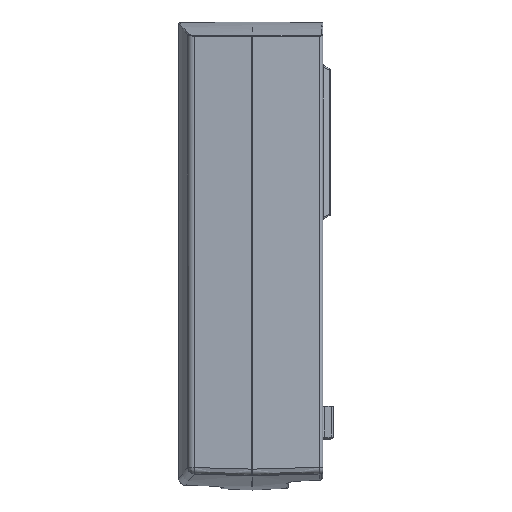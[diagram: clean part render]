
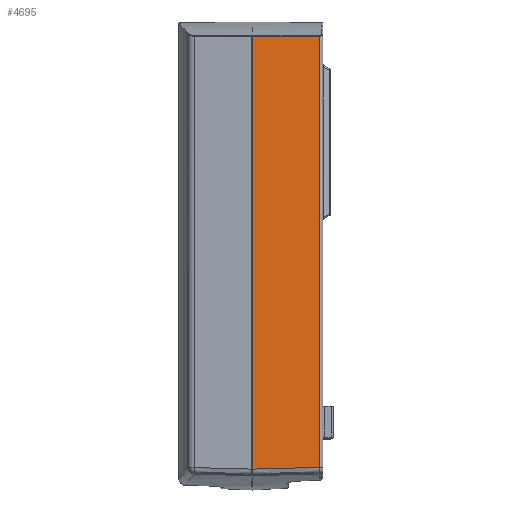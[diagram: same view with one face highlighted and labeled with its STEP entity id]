
A CAD part, left-side view. The second image highlights one B-rep face of the part: STEP entity #4695.
In plain terms, the highlighted planar face has unit normal (-0.999, -0.035, 0).
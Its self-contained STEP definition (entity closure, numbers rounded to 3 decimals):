
#2813 = DIRECTION ( 'NONE',  ( 0.035, -0.999, 0. ) ) ;
#2833 = DIRECTION ( 'NONE',  ( -0.999, -0.035, 0. ) ) ;
#3118 = PLANE ( 'NONE',  #6986 ) ;
#3119 = CARTESIAN_POINT ( 'NONE',  ( -60., -0.2, 0.03 ) ) ;
#4695 = ADVANCED_FACE ( 'NONE', ( #26192 ), #3118, .T. ) ;
#6986 = AXIS2_PLACEMENT_3D ( 'NONE', #3119, #2833, #2813 ) ;
#9453 = CARTESIAN_POINT ( 'NONE',  ( -60., -0.2, -0.337 ) ) ;
#10387 = CARTESIAN_POINT ( 'NONE',  ( -58.636, -39.27, -0.273 ) ) ;
#13449 = EDGE_LOOP ( 'NONE', ( #13824, #34889, #35324, #34884 ) ) ;
#13824 = ORIENTED_EDGE ( 'NONE', *, *, #34031, .F. ) ;
#15532 = CARTESIAN_POINT ( 'NONE',  ( -59.091, -26.244, -0.293 ) ) ;
#15533 = CARTESIAN_POINT ( 'NONE',  ( -58.636, -39.27, -0.273 ) ) ;
#15555 = CARTESIAN_POINT ( 'NONE',  ( -59.545, -13.221, -0.314 ) ) ;
#15556 = CARTESIAN_POINT ( 'NONE',  ( -60., -0.2, -0.337 ) ) ;
#15615 = CARTESIAN_POINT ( 'NONE',  ( -60., -0.2, 0.03 ) ) ;
#15633 = DIRECTION ( 'NONE',  ( 0., 0., -1. ) ) ;
#17377 = VERTEX_POINT ( 'NONE', #9453 ) ;
#17880 = VERTEX_POINT ( 'NONE', #10387 ) ;
#18028 = VERTEX_POINT ( 'NONE', #20393 ) ;
#20393 = CARTESIAN_POINT ( 'NONE',  ( -58.636, -39.27, -251.57 ) ) ;
#21504 = LINE ( 'NONE', #15615, #21505 ) ;
#21505 = VECTOR ( 'NONE', #15633, 1000. ) ;
#21609 = LINE ( 'NONE', #27426, #21611 ) ;
#21611 = VECTOR ( 'NONE', #27427, 1000. ) ;
#21618 = LINE ( 'NONE', #27474, #21620 ) ;
#21620 = VECTOR ( 'NONE', #27501, 1000. ) ;
#24853 = B_SPLINE_CURVE_WITH_KNOTS ( 'NONE', 3,
 ( #15533, #15532, #15555, #15556 ),
 .UNSPECIFIED., .F., .F.,
 ( 4, 4 ),
 ( 0., 1. ),
 .UNSPECIFIED. ) ;
#26192 = FACE_OUTER_BOUND ( 'NONE', #13449, .T. ) ;
#27426 = CARTESIAN_POINT ( 'NONE',  ( -60., -0.2, -252.589 ) ) ;
#27427 = DIRECTION ( 'NONE',  ( -0.035, 0.999, -0.026 ) ) ;
#27474 = CARTESIAN_POINT ( 'NONE',  ( -58.636, -39.27, 0.03 ) ) ;
#27501 = DIRECTION ( 'NONE',  ( 0., 0., -1. ) ) ;
#29087 = CARTESIAN_POINT ( 'NONE',  ( -60., -0.2, -252.589 ) ) ;
#33933 = EDGE_CURVE ( 'NONE', #17880, #17377, #24853, .T. ) ;
#33943 = EDGE_CURVE ( 'NONE', #17377, #34549, #21504, .T. ) ;
#34031 = EDGE_CURVE ( 'NONE', #18028, #34549, #21609, .T. ) ;
#34038 = EDGE_CURVE ( 'NONE', #17880, #18028, #21618, .T. ) ;
#34549 = VERTEX_POINT ( 'NONE', #29087 ) ;
#34884 = ORIENTED_EDGE ( 'NONE', *, *, #33943, .T. ) ;
#34889 = ORIENTED_EDGE ( 'NONE', *, *, #34038, .F. ) ;
#35324 = ORIENTED_EDGE ( 'NONE', *, *, #33933, .T. ) ;
